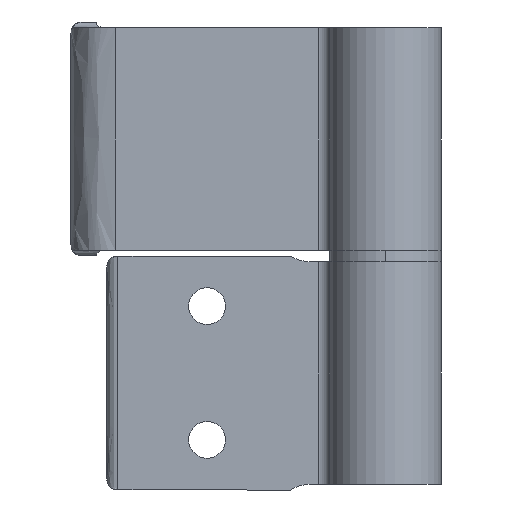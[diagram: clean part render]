
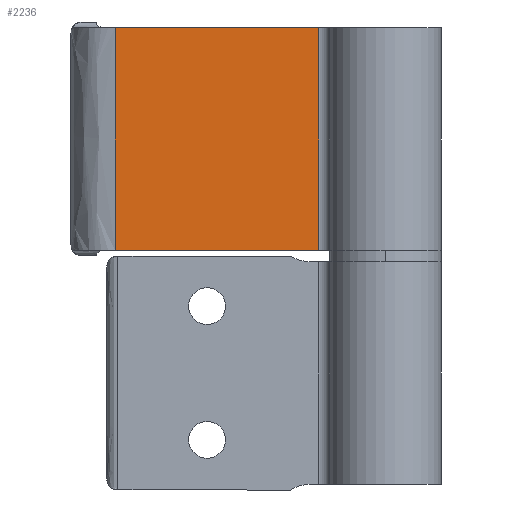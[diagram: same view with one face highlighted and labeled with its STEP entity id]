
A CAD part, left-side view. The second image highlights one B-rep face of the part: STEP entity #2236.
In plain terms, the highlighted free-form (B-spline) face has degree [1, 1] with [2, 2] control points.
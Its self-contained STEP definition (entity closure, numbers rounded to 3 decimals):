
#1927=CARTESIAN_POINT('',(7.5,48.461,42.));
#1928=VERTEX_POINT('',#1927);
#1936=CARTESIAN_POINT('',(7.5,48.461,82.));
#1937=VERTEX_POINT('',#1936);
#1938=CARTESIAN_POINT('',(7.5,48.461,82.));
#1939=DIRECTION('',(0.0,0.0,-1.0));
#1940=VECTOR('',#1939,40.0);
#1941=LINE('',#1938,#1940);
#1942=EDGE_CURVE('',#1937,#1928,#1941,.T.);
#2043=CARTESIAN_POINT('',(7.5,12.,82.));
#2044=VERTEX_POINT('',#2043);
#2045=CARTESIAN_POINT('',(7.5,48.461,82.));
#2046=DIRECTION('',(0.0,-1.0,0.0));
#2047=VECTOR('',#2046,36.461);
#2048=LINE('',#2045,#2047);
#2049=EDGE_CURVE('',#1937,#2044,#2048,.T.);
#2213=CARTESIAN_POINT('',(7.5,48.461,82.));
#2214=CARTESIAN_POINT('',(7.5,48.461,42.));
#2215=CARTESIAN_POINT('',(7.5,12.,82.));
#2216=CARTESIAN_POINT('',(7.5,12.,42.));
#2217=B_SPLINE_SURFACE_WITH_KNOTS('',1,1,((#2213,#2215),(#2214,#2216)),.UNSPECIFIED.,.F.,.F.,.U.,(2,2),(2,2),(0.0,40.0),(0.0,36.461),.UNSPECIFIED.);
#2218=ORIENTED_EDGE('',*,*,#2049,.F.);
#2219=ORIENTED_EDGE('',*,*,#1942,.T.);
#2220=CARTESIAN_POINT('',(7.5,12.,42.));
#2221=VERTEX_POINT('',#2220);
#2222=CARTESIAN_POINT('',(7.5,12.,42.));
#2223=DIRECTION('',(0.0,1.0,0.0));
#2224=VECTOR('',#2223,36.461);
#2225=LINE('',#2222,#2224);
#2226=EDGE_CURVE('',#2221,#1928,#2225,.T.);
#2227=ORIENTED_EDGE('',*,*,#2226,.F.);
#2228=CARTESIAN_POINT('',(7.5,12.,82.));
#2229=DIRECTION('',(0.0,0.0,-1.0));
#2230=VECTOR('',#2229,40.0);
#2231=LINE('',#2228,#2230);
#2232=EDGE_CURVE('',#2044,#2221,#2231,.T.);
#2233=ORIENTED_EDGE('',*,*,#2232,.F.);
#2234=EDGE_LOOP('',(#2218,#2219,#2227,#2233));
#2235=FACE_OUTER_BOUND('',#2234,.T.);
#2236=ADVANCED_FACE('',(#2235),#2217,.T.);
